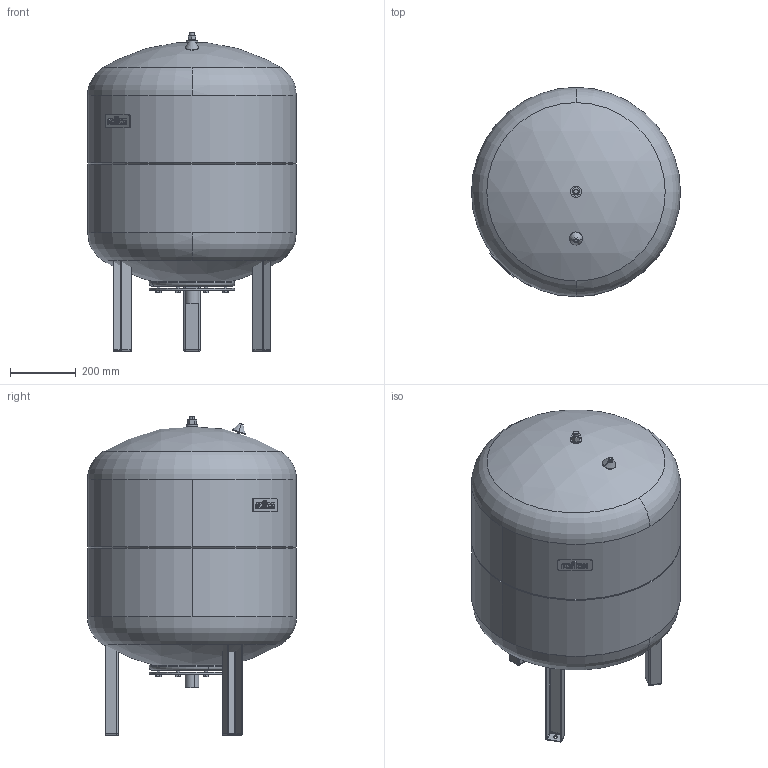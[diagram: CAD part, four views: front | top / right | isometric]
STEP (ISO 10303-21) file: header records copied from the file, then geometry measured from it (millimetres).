
FILE_DESCRIPTION((''),'2;1');
FILE_NAME('3d_DE200_10bar-7306700.stp','2009-12-29T14:04:11',(''),(''),'Mechanical Desktop 2008','Mechanical Desktop 2008',', , ');
FILE_SCHEMA(('CONFIG_CONTROL_DESIGN'));
Length unit declared in the file: millimetre
Products named in the file (1): Product
Bounding box: 634 x 634 x 967 mm (x, y, z)
Volume: 199390408.5 mm3; surface area: 3420640.5 mm2
Topology: 17 solids, 17 shells, 394 faces, 910 edges, 558 vertices
Faces by surface type: plane 181, cylinder 139, cone 28, torus 26, bspline 12, sphere 8
Entity records: 11713 total; most frequent: CARTESIAN_POINT 2451, DIRECTION 2044, ORIENTED_EDGE 1796, EDGE_CURVE 898, AXIS2_PLACEMENT_3D 763, VERTEX_POINT 558, VECTOR 518, LINE 518
